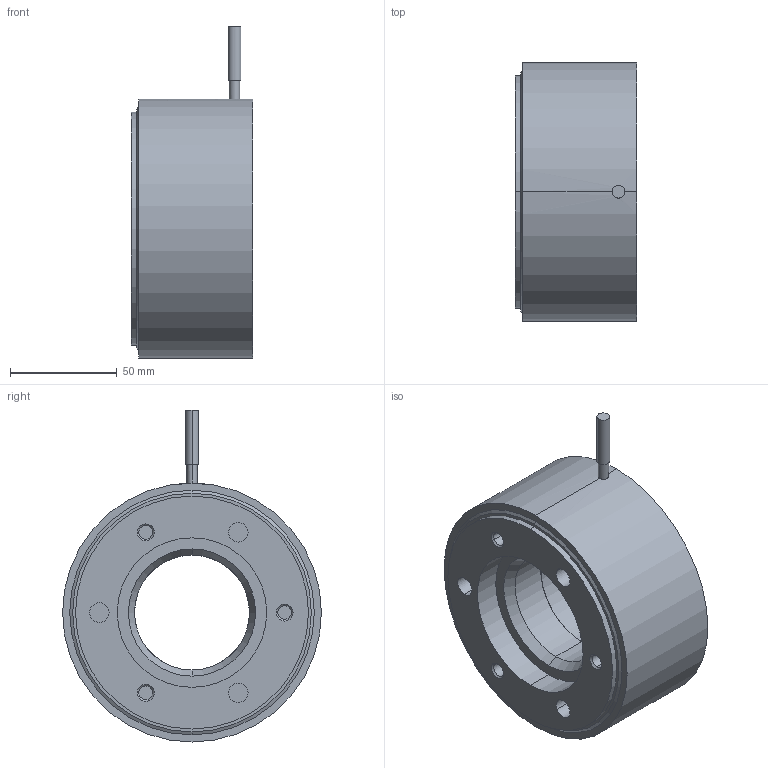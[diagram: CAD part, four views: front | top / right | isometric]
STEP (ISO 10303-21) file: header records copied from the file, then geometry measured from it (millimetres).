
FILE_DESCRIPTION(('starvars output'),'2;1');
FILE_NAME('cv20170217082035000032833.stp','08:20:35 2017/02/17',( 'Thomas Industrial Network Germany GmbH'),( 'Thomas Industrial Network Germany GmbH'),'unknown preprocess','ACIS' ,'unknown authorization');
FILE_SCHEMA(('CONFIG_CONTROL_DESIGN {UNKNOWN IMPLEMENTATION LEVEL}'));
Length unit declared in the file: millimetre
Products named in the file (1): PRODUCT_ID_1
Bounding box: 57.15 x 121.41 x 155.7 mm (x, y, z)
Volume: 496772.4 mm3; surface area: 54486 mm2
Topology: 1 solids, 1 shells, 84 faces, 170 edges, 103 vertices
Faces by surface type: cylinder 34, cone 32, plane 18
Entity records: 1909 total; most frequent: ORIENTED_EDGE 340, CARTESIAN_POINT 309, DIRECTION 269, EDGE_CURVE 170, VERTEX_POINT 103, AXIS2_PLACEMENT_3D 101, EDGE_LOOP 101, FACE_BOUND 101
